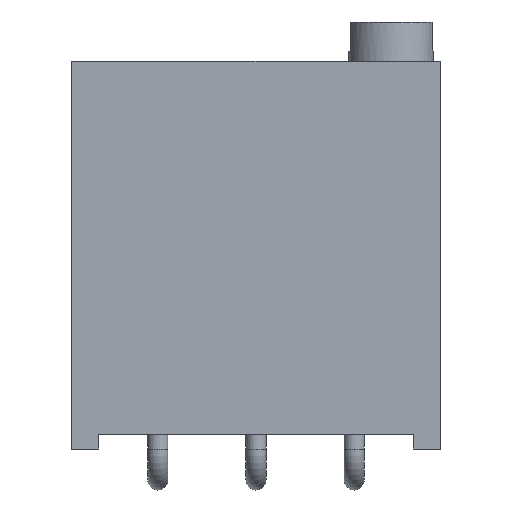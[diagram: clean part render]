
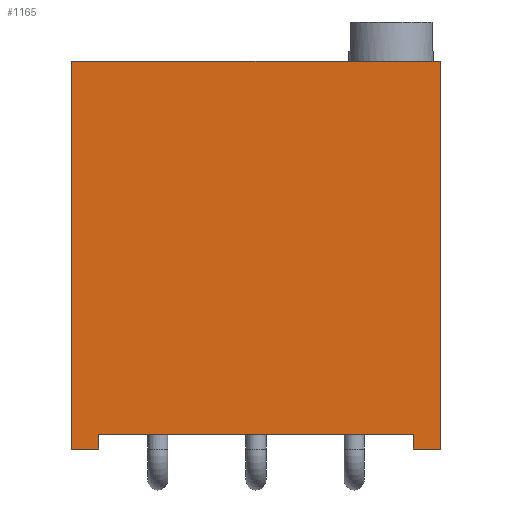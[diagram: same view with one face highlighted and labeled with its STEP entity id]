
A CAD part, front view. The second image highlights one B-rep face of the part: STEP entity #1165.
In plain terms, the highlighted planar face has unit normal (0, -1, 0).
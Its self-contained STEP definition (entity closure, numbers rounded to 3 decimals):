
#727 = EDGE_CURVE('',#728,#730,#732,.T.);
#728 = VERTEX_POINT('',#729);
#729 = CARTESIAN_POINT('',(-7.305,-2.42,10.03));
#730 = VERTEX_POINT('',#731);
#731 = CARTESIAN_POINT('',(2.225,-2.42,10.03));
#732 = LINE('',#733,#734);
#733 = CARTESIAN_POINT('',(-7.305,-2.42,10.03));
#734 = VECTOR('',#735,1.);
#735 = DIRECTION('',(1.,0.,0.));
#858 = EDGE_CURVE('',#730,#859,#861,.T.);
#859 = VERTEX_POINT('',#860);
#860 = CARTESIAN_POINT('',(2.225,-2.42,0.));
#861 = LINE('',#862,#863);
#862 = CARTESIAN_POINT('',(2.225,-2.42,1.));
#863 = VECTOR('',#864,1.);
#864 = DIRECTION('',(0.,0.,-1.));
#923 = VERTEX_POINT('',#924);
#924 = CARTESIAN_POINT('',(1.525,-2.42,0.));
#939 = VERTEX_POINT('',#940);
#940 = CARTESIAN_POINT('',(1.525,-2.42,0.38));
#946 = EDGE_CURVE('',#939,#923,#947,.T.);
#947 = LINE('',#948,#949);
#948 = CARTESIAN_POINT('',(1.525,-2.42,1.));
#949 = VECTOR('',#950,1.);
#950 = DIRECTION('',(0.,0.,-1.));
#960 = EDGE_CURVE('',#961,#939,#963,.T.);
#961 = VERTEX_POINT('',#962);
#962 = CARTESIAN_POINT('',(-6.605,-2.42,0.38));
#963 = LINE('',#964,#965);
#964 = CARTESIAN_POINT('',(-7.305,-2.42,0.38));
#965 = VECTOR('',#966,1.);
#966 = DIRECTION('',(1.,0.,0.));
#1020 = VERTEX_POINT('',#1021);
#1021 = CARTESIAN_POINT('',(-6.605,-2.42,0.));
#1043 = EDGE_CURVE('',#961,#1020,#1044,.T.);
#1044 = LINE('',#1045,#1046);
#1045 = CARTESIAN_POINT('',(-6.605,-2.42,1.));
#1046 = VECTOR('',#1047,1.);
#1047 = DIRECTION('',(0.,0.,-1.));
#1107 = VERTEX_POINT('',#1108);
#1108 = CARTESIAN_POINT('',(-7.305,-2.42,0.));
#1114 = EDGE_CURVE('',#728,#1107,#1115,.T.);
#1115 = LINE('',#1116,#1117);
#1116 = CARTESIAN_POINT('',(-7.305,-2.42,1.));
#1117 = VECTOR('',#1118,1.);
#1118 = DIRECTION('',(0.,0.,-1.));
#1165 = ADVANCED_FACE('',(#1166),#1186,.T.);
#1166 = FACE_BOUND('',#1167,.T.);
#1167 = EDGE_LOOP('',(#1168,#1169,#1170,#1176,#1177,#1178,#1179,#1185));
#1168 = ORIENTED_EDGE('',*,*,#727,.F.);
#1169 = ORIENTED_EDGE('',*,*,#1114,.T.);
#1170 = ORIENTED_EDGE('',*,*,#1171,.T.);
#1171 = EDGE_CURVE('',#1107,#1020,#1172,.T.);
#1172 = LINE('',#1173,#1174);
#1173 = CARTESIAN_POINT('',(-7.305,-2.42,0.));
#1174 = VECTOR('',#1175,1.);
#1175 = DIRECTION('',(1.,0.,0.));
#1176 = ORIENTED_EDGE('',*,*,#1043,.F.);
#1177 = ORIENTED_EDGE('',*,*,#960,.T.);
#1178 = ORIENTED_EDGE('',*,*,#946,.T.);
#1179 = ORIENTED_EDGE('',*,*,#1180,.T.);
#1180 = EDGE_CURVE('',#923,#859,#1181,.T.);
#1181 = LINE('',#1182,#1183);
#1182 = CARTESIAN_POINT('',(1.525,-2.42,0.));
#1183 = VECTOR('',#1184,1.);
#1184 = DIRECTION('',(1.,0.,0.));
#1185 = ORIENTED_EDGE('',*,*,#858,.F.);
#1186 = PLANE('',#1187);
#1187 = AXIS2_PLACEMENT_3D('',#1188,#1189,#1190);
#1188 = CARTESIAN_POINT('',(-2.54,-2.42,5.001));
#1189 = DIRECTION('',(0.,-1.,0.));
#1190 = DIRECTION('',(1.,0.,0.));
